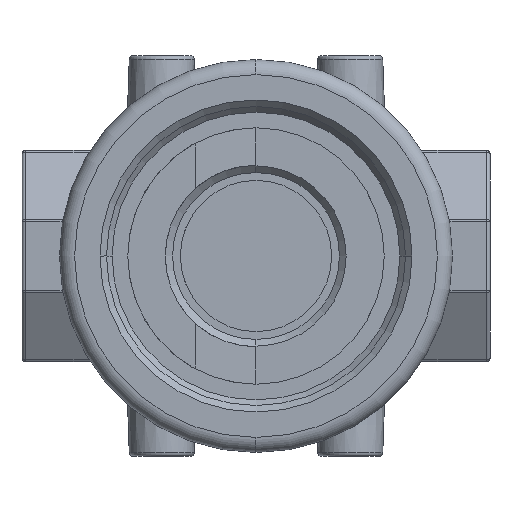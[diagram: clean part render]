
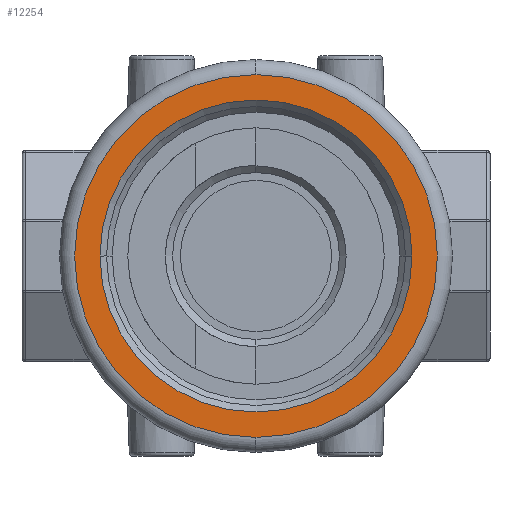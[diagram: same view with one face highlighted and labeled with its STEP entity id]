
A CAD part, front view. The second image highlights one B-rep face of the part: STEP entity #12254.
In plain terms, the highlighted planar face has unit normal (0, -1, 0).
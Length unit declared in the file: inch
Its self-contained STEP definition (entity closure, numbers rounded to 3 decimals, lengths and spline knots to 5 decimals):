
#146=CARTESIAN_POINT('',(0.0,-0.375,-1.5));
#147=VERTEX_POINT('',#146);
#157=CARTESIAN_POINT('',(0.,-0.375,1.5));
#158=VERTEX_POINT('',#157);
#159=CARTESIAN_POINT('',(0.0,-0.375,0.0));
#160=DIRECTION('',(0.0,1.0,0.0));
#161=DIRECTION('',(-1.0,0.0,0.0));
#162=AXIS2_PLACEMENT_3D('',#159,#160,#161);
#163=CIRCLE('',#162,1.5);
#164=EDGE_CURVE('',#147,#158,#163,.T.);
#1150=CARTESIAN_POINT('',(1.29,-0.375,0.));
#1151=VERTEX_POINT('',#1150);
#1158=CARTESIAN_POINT('',(-1.29,-0.375,0.));
#1159=VERTEX_POINT('',#1158);
#1160=CARTESIAN_POINT('',(0.0,-0.375,0.0));
#1161=DIRECTION('',(0.0,-1.0,0.0));
#1162=DIRECTION('',(1.0,0.0,0.0));
#1163=AXIS2_PLACEMENT_3D('',#1160,#1161,#1162);
#1164=CIRCLE('',#1163,1.29);
#1165=EDGE_CURVE('',#1151,#1159,#1164,.T.);
#12198=CARTESIAN_POINT('',(0.0,-0.375,0.0));
#12199=DIRECTION('',(0.0,-1.0,0.0));
#12200=DIRECTION('',(1.0,0.0,0.0));
#12201=AXIS2_PLACEMENT_3D('',#12198,#12199,#12200);
#12202=CIRCLE('',#12201,1.29);
#12203=EDGE_CURVE('',#1159,#1151,#12202,.T.);
#12226=CARTESIAN_POINT('',(0.8125,-0.375,0.0));
#12227=DIRECTION('',(0.0,-1.0,0.0));
#12228=DIRECTION('',(0.0,0.0,-1.0));
#12229=AXIS2_PLACEMENT_3D('',#12226,#12227,#12228);
#12230=PLANE('',#12229);
#12231=CARTESIAN_POINT('',(1.5,-0.375,0.));
#12232=VERTEX_POINT('',#12231);
#12233=CARTESIAN_POINT('',(0.0,-0.375,0.0));
#12234=DIRECTION('',(0.0,1.0,0.0));
#12235=DIRECTION('',(-1.0,0.0,0.0));
#12236=AXIS2_PLACEMENT_3D('',#12233,#12234,#12235);
#12237=CIRCLE('',#12236,1.5);
#12238=EDGE_CURVE('',#12232,#147,#12237,.T.);
#12239=ORIENTED_EDGE('',*,*,#12238,.F.);
#12240=CARTESIAN_POINT('',(0.0,-0.375,0.0));
#12241=DIRECTION('',(0.0,1.0,0.0));
#12242=DIRECTION('',(-1.0,0.0,0.0));
#12243=AXIS2_PLACEMENT_3D('',#12240,#12241,#12242);
#12244=CIRCLE('',#12243,1.5);
#12245=EDGE_CURVE('',#158,#12232,#12244,.T.);
#12246=ORIENTED_EDGE('',*,*,#12245,.F.);
#12247=ORIENTED_EDGE('',*,*,#164,.F.);
#12248=EDGE_LOOP('',(#12239,#12246,#12247));
#12249=FACE_OUTER_BOUND('',#12248,.T.);
#12250=ORIENTED_EDGE('',*,*,#12203,.F.);
#12251=ORIENTED_EDGE('',*,*,#1165,.F.);
#12252=EDGE_LOOP('',(#12250,#12251));
#12253=FACE_BOUND('',#12252,.T.);
#12254=ADVANCED_FACE('',(#12249,#12253),#12230,.T.);
